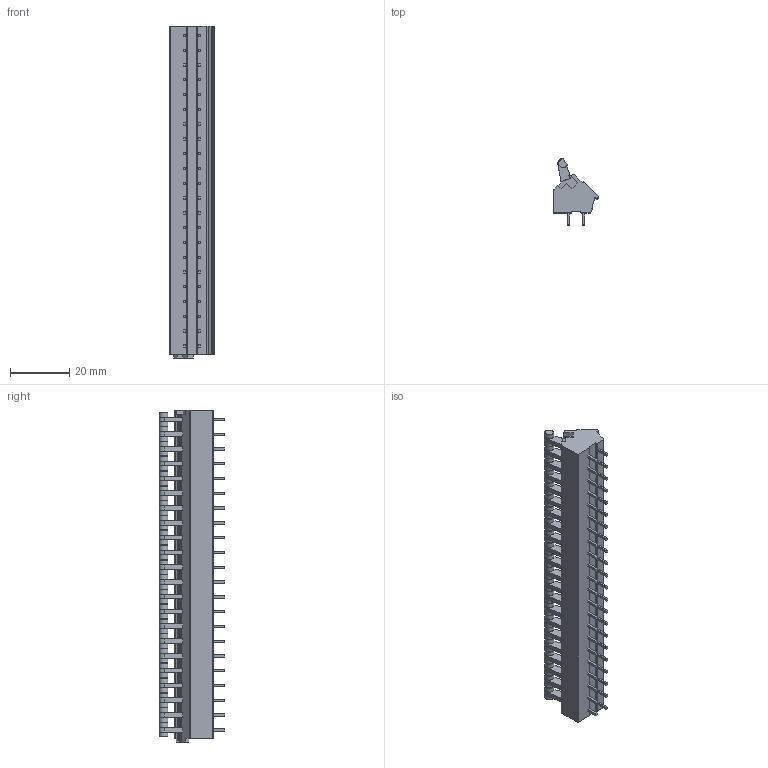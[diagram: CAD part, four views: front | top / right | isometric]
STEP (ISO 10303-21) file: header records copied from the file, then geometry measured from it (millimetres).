
FILE_DESCRIPTION((''),'2;1');
FILE_NAME('PRT0001','2024-10-15T10:08:30',('tluser'),(''),'CREO PARAMETRIC BY PTC INC, 2018100','CREO PARAMETRIC BY PTC INC, 2018100','');
FILE_SCHEMA(('CONFIG_CONTROL_DESIGN'));
Products named in the file (1): PRT0001
Bounding box: 15 x 22.27 x 112.3 mm (x, y, z)
Volume: 15240.8 mm3; surface area: 9492.9 mm2
Topology: 1 solids, 1 shells, 1654 faces, 4120 edges, 2534 vertices
Faces by surface type: plane 737, cylinder 697, bspline 110, sphere 44, torus 44, cone 22
Entity records: 58740 total; most frequent: CARTESIAN_POINT 19832, ORIENTED_EDGE 8240, DIRECTION 7942, EDGE_CURVE 4120, AXIS2_PLACEMENT_3D 2674, VECTOR 2594, LINE 2594, VERTEX_POINT 2534
